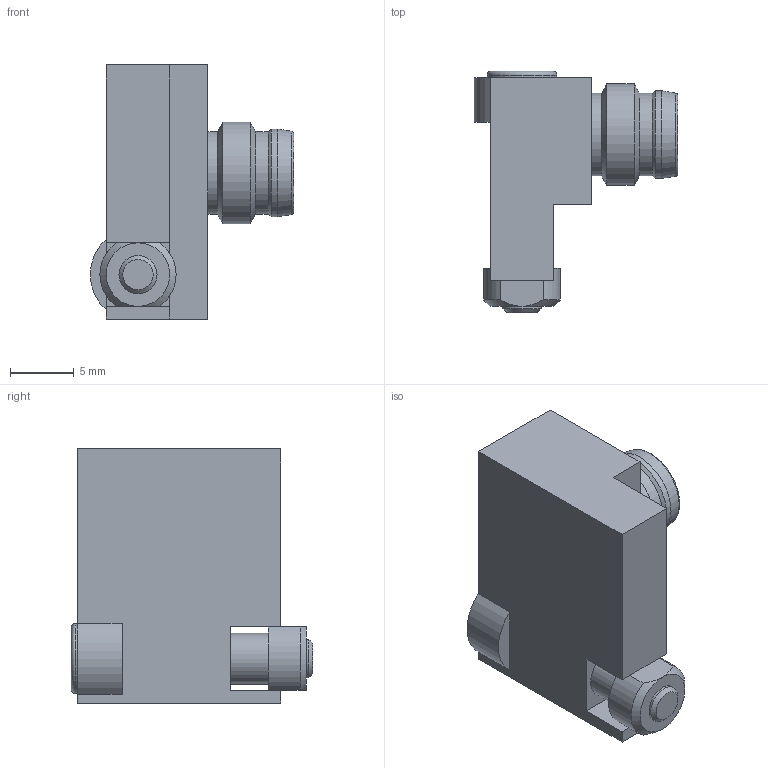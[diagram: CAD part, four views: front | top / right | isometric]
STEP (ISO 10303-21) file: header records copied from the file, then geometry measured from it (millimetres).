
FILE_DESCRIPTION(/* description */ ('DISO X xxx'),/* implementation_level */ '2;1');
FILE_NAME(/* name */ 'MZERT20.stp',/* time_stamp */ '2015-07-21T11:47:21+02:00',/* author */ ('lck'),/* organization */ (''),/* preprocessor_version */ 'ST-DEVELOPER v15.6',/* originating_system */ 'Autodesk Inventor 2015',/* authorisation */ '');
FILE_SCHEMA (('AUTOMOTIVE_DESIGN { 1 0 10303 214 3 1 1 }'));
Length unit declared in the file: millimetre
Products named in the file (1): Bauteil329
Bounding box: 16 x 19 x 20 mm (x, y, z)
Volume: 2335.4 mm3; surface area: 1957.5 mm2
Topology: 1 solids, 6 shells, 83 faces, 187 edges, 114 vertices
Faces by surface type: plane 33, cylinder 27, cone 17, torus 3, sphere 3
Full cylindrical faces by diameter (mm): 1 x3, 2 x1, 3 x2, 3.2 x1, 4 x2, 5.5 x1, 5.55 x1, 5.6 x3, 5.8 x5, 6.5 x3, 6.9 x1, 8 x1
Entity records: 2084 total; most frequent: DIRECTION 354, CARTESIAN_POINT 342, ORIENTED_EDGE 266, AXIS2_PLACEMENT_3D 147, EDGE_LOOP 140, EDGE_CURVE 133, VERTEX_POINT 105, FACE_OUTER_BOUND 83
